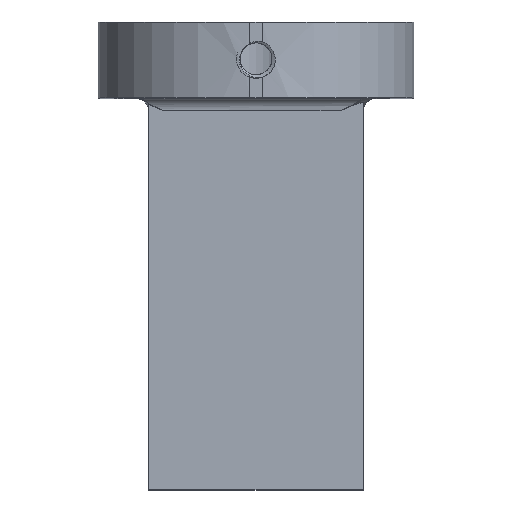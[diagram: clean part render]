
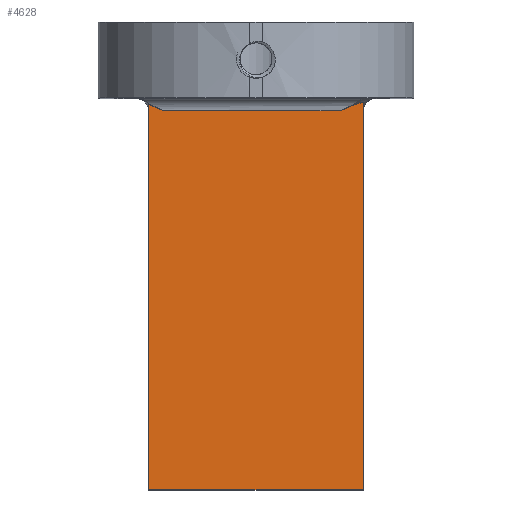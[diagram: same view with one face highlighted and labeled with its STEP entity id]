
A CAD part, top view. The second image highlights one B-rep face of the part: STEP entity #4628.
In plain terms, the highlighted planar face has unit normal (0, 0, 1).
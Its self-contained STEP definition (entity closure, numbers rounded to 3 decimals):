
#43=PLANE('',#4929);
#342=FACE_OUTER_BOUND('',#600,.T.);
#600=EDGE_LOOP('',(#3544,#3545,#3546,#3547,#3548,#3549));
#997=B_SPLINE_CURVE_WITH_KNOTS('',3,(#11553,#11554,#11555,#11556,#11557,
#11558),.UNSPECIFIED.,.F.,.F.,(4,2,4),(1.762,1.994,
2.459),.UNSPECIFIED.);
#998=B_SPLINE_CURVE_WITH_KNOTS('',3,(#11560,#11561,#11562,#11563,#11564,
#11565),.UNSPECIFIED.,.F.,.F.,(4,2,4),(0.687,0.977,
1.015),.UNSPECIFIED.);
#1213=LINE('',#11392,#1528);
#1220=LINE('',#11567,#1535);
#1221=LINE('',#11569,#1536);
#1222=LINE('',#11570,#1537);
#1528=VECTOR('',#5596,10.);
#1535=VECTOR('',#5615,10.);
#1536=VECTOR('',#5616,10.);
#1537=VECTOR('',#5617,10.);
#2005=VERTEX_POINT('',#11338);
#2006=VERTEX_POINT('',#11370);
#2018=VERTEX_POINT('',#11552);
#2019=VERTEX_POINT('',#11559);
#2020=VERTEX_POINT('',#11566);
#2021=VERTEX_POINT('',#11568);
#2616=EDGE_CURVE('',#2006,#2005,#1213,.T.);
#2631=EDGE_CURVE('',#2018,#2005,#997,.T.);
#2632=EDGE_CURVE('',#2006,#2019,#998,.T.);
#2633=EDGE_CURVE('',#2019,#2020,#1220,.F.);
#2634=EDGE_CURVE('',#2021,#2020,#1221,.T.);
#2635=EDGE_CURVE('',#2018,#2021,#1222,.T.);
#3544=ORIENTED_EDGE('',*,*,#2631,.T.);
#3545=ORIENTED_EDGE('',*,*,#2616,.F.);
#3546=ORIENTED_EDGE('',*,*,#2632,.T.);
#3547=ORIENTED_EDGE('',*,*,#2633,.T.);
#3548=ORIENTED_EDGE('',*,*,#2634,.F.);
#3549=ORIENTED_EDGE('',*,*,#2635,.F.);
#4628=ADVANCED_FACE('',(#342),#43,.T.);
#4929=AXIS2_PLACEMENT_3D('',#11551,#5613,#5614);
#5596=DIRECTION('',(1.,0.,0.));
#5613=DIRECTION('center_axis',(0.,0.,1.));
#5614=DIRECTION('ref_axis',(1.,0.,0.));
#5615=DIRECTION('',(0.,1.,0.));
#5616=DIRECTION('',(-1.,0.,0.));
#5617=DIRECTION('',(0.,-1.,0.));
#11338=CARTESIAN_POINT('',(11.555,1.775,7.501));
#11370=CARTESIAN_POINT('',(-2.419,1.775,7.501));
#11392=CARTESIAN_POINT('',(1.15,1.775,7.501));
#11551=CARTESIAN_POINT('Origin',(-2.6,-27.225,7.501));
#11552=CARTESIAN_POINT('',(13.4,2.442,7.501));
#11553=CARTESIAN_POINT('Ctrl Pts',(13.4,2.442,7.501));
#11554=CARTESIAN_POINT('Ctrl Pts',(13.206,2.403,7.501));
#11555=CARTESIAN_POINT('Ctrl Pts',(13.014,2.35,7.501));
#11556=CARTESIAN_POINT('Ctrl Pts',(12.455,2.169,7.501));
#11557=CARTESIAN_POINT('Ctrl Pts',(12.036,1.997,7.501));
#11558=CARTESIAN_POINT('Ctrl Pts',(11.555,1.775,7.501));
#11559=CARTESIAN_POINT('',(-3.6,2.268,7.501));
#11560=CARTESIAN_POINT('Ctrl Pts',(-2.419,1.775,7.501));
#11561=CARTESIAN_POINT('Ctrl Pts',(-2.841,1.974,7.501));
#11562=CARTESIAN_POINT('Ctrl Pts',(-3.185,2.119,7.501));
#11563=CARTESIAN_POINT('Ctrl Pts',(-3.523,2.241,7.501));
#11564=CARTESIAN_POINT('Ctrl Pts',(-3.562,2.255,7.501));
#11565=CARTESIAN_POINT('Ctrl Pts',(-3.6,2.268,7.501));
#11566=CARTESIAN_POINT('',(-3.6,-28.225,7.501));
#11567=CARTESIAN_POINT('',(-3.6,-27.225,7.501));
#11568=CARTESIAN_POINT('',(13.4,-28.225,7.501));
#11569=CARTESIAN_POINT('',(8.65,-28.225,7.501));
#11570=CARTESIAN_POINT('',(13.4,-27.225,7.501));
